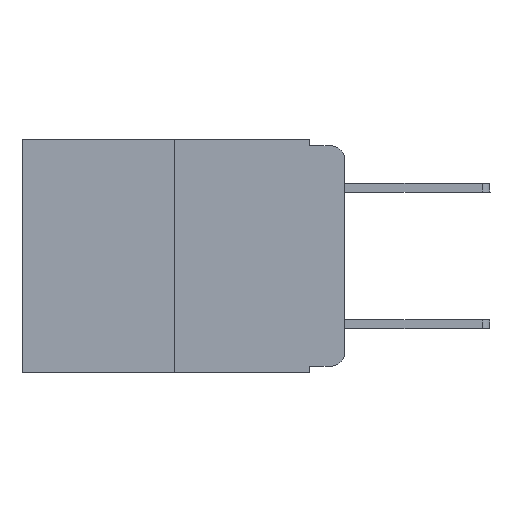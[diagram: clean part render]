
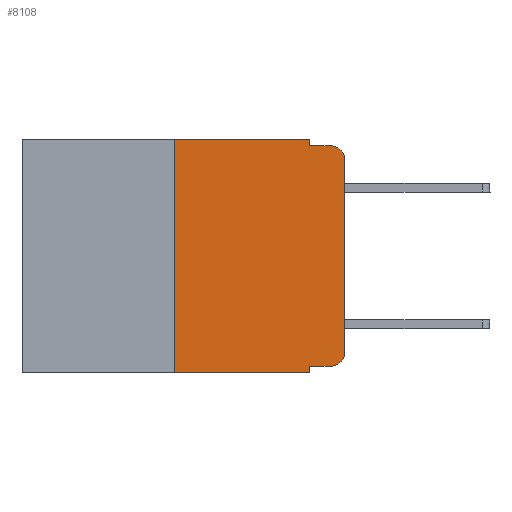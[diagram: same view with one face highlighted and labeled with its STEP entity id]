
A CAD part, left-side view. The second image highlights one B-rep face of the part: STEP entity #8108.
In plain terms, the highlighted planar face has unit normal (-1, 0, 0).
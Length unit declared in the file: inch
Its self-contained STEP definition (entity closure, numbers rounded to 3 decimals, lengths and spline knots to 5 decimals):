
#148 = VERTEX_POINT ( 'NONE', #11411 ) ;
#164 = AXIS2_PLACEMENT_3D ( 'NONE', #11254, #3138, #3350 ) ;
#305 = CARTESIAN_POINT ( 'NONE',  ( 0., 0.473, -0.343 ) ) ;
#367 = DIRECTION ( 'NONE',  ( 1., 0., 0. ) ) ;
#377 = EDGE_CURVE ( 'NONE', #11374, #148, #9195, .T. ) ;
#657 = EDGE_CURVE ( 'NONE', #3523, #11120, #6864, .T. ) ;
#686 = VECTOR ( 'NONE', #2971, 39.37008 ) ;
#918 = DIRECTION ( 'NONE',  ( 0., 0., 1. ) ) ;
#979 = EDGE_CURVE ( 'NONE', #7752, #9722, #2059, .T. ) ;
#1102 = VECTOR ( 'NONE', #3901, 39.37008 ) ;
#1290 = VECTOR ( 'NONE', #7280, 39.37008 ) ;
#1313 = CARTESIAN_POINT ( 'NONE',  ( 0., 0.051, 0. ) ) ;
#1353 = ORIENTED_EDGE ( 'NONE', *, *, #5976, .F. ) ;
#1555 = ORIENTED_EDGE ( 'NONE', *, *, #5021, .T. ) ;
#1640 = VECTOR ( 'NONE', #8810, 39.37008 ) ;
#2059 = CIRCLE ( 'NONE', #3193, 0.02 ) ;
#2209 = CARTESIAN_POINT ( 'NONE',  ( 0., 0.051, 0. ) ) ;
#2296 = CARTESIAN_POINT ( 'NONE',  ( 0., 0.02, -0.333 ) ) ;
#2528 = ORIENTED_EDGE ( 'NONE', *, *, #979, .T. ) ;
#2856 = FACE_OUTER_BOUND ( 'NONE', #7179, .T. ) ;
#2971 = DIRECTION ( 'NONE',  ( 0., 0., -1. ) ) ;
#3138 = DIRECTION ( 'NONE',  ( -1., 0., 0. ) ) ;
#3193 = AXIS2_PLACEMENT_3D ( 'NONE', #5968, #8884, #3491 ) ;
#3350 = DIRECTION ( 'NONE',  ( 0., 0., -1. ) ) ;
#3491 = DIRECTION ( 'NONE',  ( 0., 0., -1. ) ) ;
#3523 = VERTEX_POINT ( 'NONE', #9466 ) ;
#3525 = VERTEX_POINT ( 'NONE', #6722 ) ;
#3537 = CARTESIAN_POINT ( 'NONE',  ( 0., 0.051, -0.343 ) ) ;
#3674 = CARTESIAN_POINT ( 'NONE',  ( 0., 0.051, -0.01 ) ) ;
#3800 = VERTEX_POINT ( 'NONE', #3537 ) ;
#3901 = DIRECTION ( 'NONE',  ( 0., -1., 0. ) ) ;
#3953 = DIRECTION ( 'NONE',  ( 0., 0., -1. ) ) ;
#4124 = VECTOR ( 'NONE', #7595, 39.37008 ) ;
#4431 = AXIS2_PLACEMENT_3D ( 'NONE', #6453, #367, #3953 ) ;
#4466 = ORIENTED_EDGE ( 'NONE', *, *, #8629, .F. ) ;
#4822 = ORIENTED_EDGE ( 'NONE', *, *, #657, .F. ) ;
#4841 = VERTEX_POINT ( 'NONE', #2296 ) ;
#5021 = EDGE_CURVE ( 'NONE', #3525, #4841, #6203, .T. ) ;
#5181 = ORIENTED_EDGE ( 'NONE', *, *, #9395, .F. ) ;
#5447 = CIRCLE ( 'NONE', #164, 0.02 ) ;
#5549 = DIRECTION ( 'NONE',  ( 0., -1., 0. ) ) ;
#5661 = VECTOR ( 'NONE', #918, 39.37008 ) ;
#5742 = LINE ( 'NONE', #305, #1102 ) ;
#5805 = DIRECTION ( 'NONE',  ( 0., 0., -1. ) ) ;
#5968 = CARTESIAN_POINT ( 'NONE',  ( 0., 0.02, -0.03 ) ) ;
#5976 = EDGE_CURVE ( 'NONE', #11120, #9722, #11691, .T. ) ;
#6102 = EDGE_CURVE ( 'NONE', #11374, #3800, #5742, .T. ) ;
#6203 = LINE ( 'NONE', #11602, #1640 ) ;
#6322 = CARTESIAN_POINT ( 'NONE',  ( 0., 0.25, -0.343 ) ) ;
#6453 = CARTESIAN_POINT ( 'NONE',  ( 0., 0.473, 0. ) ) ;
#6624 = PLANE ( 'NONE',  #4431 ) ;
#6722 = CARTESIAN_POINT ( 'NONE',  ( 0., 0.051, -0.333 ) ) ;
#6809 = EDGE_CURVE ( 'NONE', #4841, #7933, #5447, .T. ) ;
#6864 = LINE ( 'NONE', #2209, #7195 ) ;
#6985 = EDGE_CURVE ( 'NONE', #7933, #7752, #7247, .T. ) ;
#7179 = EDGE_LOOP ( 'NONE', ( #8379, #2528, #1353, #4822, #4466, #8847, #7758, #5181, #1555, #8454 ) ) ;
#7195 = VECTOR ( 'NONE', #5805, 39.37008 ) ;
#7247 = LINE ( 'NONE', #10397, #4124 ) ;
#7280 = DIRECTION ( 'NONE',  ( 0., -1., 0. ) ) ;
#7333 = LINE ( 'NONE', #1313, #686 ) ;
#7382 = CARTESIAN_POINT ( 'NONE',  ( 0., 0.051, -0.01 ) ) ;
#7595 = DIRECTION ( 'NONE',  ( 0., 0., 1. ) ) ;
#7752 = VERTEX_POINT ( 'NONE', #11159 ) ;
#7758 = ORIENTED_EDGE ( 'NONE', *, *, #6102, .T. ) ;
#7933 = VERTEX_POINT ( 'NONE', #8718 ) ;
#8108 = ADVANCED_FACE ( 'NONE', ( #2856 ), #6624, .F. ) ;
#8269 = LINE ( 'NONE', #9171, #9751 ) ;
#8379 = ORIENTED_EDGE ( 'NONE', *, *, #6985, .T. ) ;
#8454 = ORIENTED_EDGE ( 'NONE', *, *, #6809, .T. ) ;
#8629 = EDGE_CURVE ( 'NONE', #148, #3523, #8269, .T. ) ;
#8718 = CARTESIAN_POINT ( 'NONE',  ( 0., 0., -0.313 ) ) ;
#8810 = DIRECTION ( 'NONE',  ( 0., -1., 0. ) ) ;
#8847 = ORIENTED_EDGE ( 'NONE', *, *, #377, .F. ) ;
#8884 = DIRECTION ( 'NONE',  ( -1., 0., 0. ) ) ;
#9171 = CARTESIAN_POINT ( 'NONE',  ( 0., 0.473, 0. ) ) ;
#9195 = LINE ( 'NONE', #9985, #5661 ) ;
#9395 = EDGE_CURVE ( 'NONE', #3525, #3800, #7333, .T. ) ;
#9466 = CARTESIAN_POINT ( 'NONE',  ( 0., 0.051, 0. ) ) ;
#9722 = VERTEX_POINT ( 'NONE', #10734 ) ;
#9751 = VECTOR ( 'NONE', #5549, 39.37008 ) ;
#9985 = CARTESIAN_POINT ( 'NONE',  ( 0., 0.25, 0. ) ) ;
#10397 = CARTESIAN_POINT ( 'NONE',  ( 0., 0., 0. ) ) ;
#10734 = CARTESIAN_POINT ( 'NONE',  ( 0., 0.02, -0.01 ) ) ;
#11120 = VERTEX_POINT ( 'NONE', #7382 ) ;
#11159 = CARTESIAN_POINT ( 'NONE',  ( 0., 0., -0.03 ) ) ;
#11254 = CARTESIAN_POINT ( 'NONE',  ( 0., 0.02, -0.313 ) ) ;
#11374 = VERTEX_POINT ( 'NONE', #6322 ) ;
#11411 = CARTESIAN_POINT ( 'NONE',  ( 0., 0.25, 0. ) ) ;
#11602 = CARTESIAN_POINT ( 'NONE',  ( 0., 0.051, -0.333 ) ) ;
#11691 = LINE ( 'NONE', #3674, #1290 ) ;
